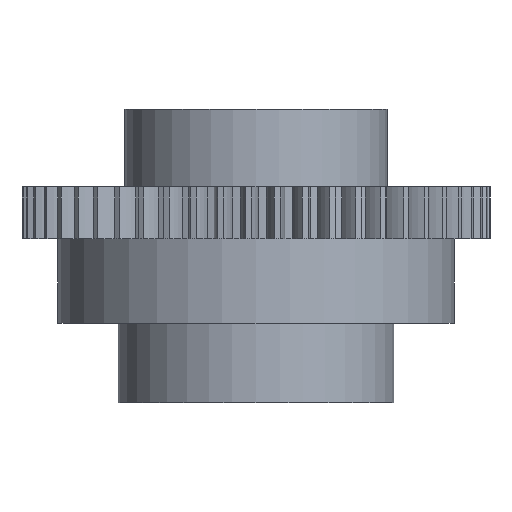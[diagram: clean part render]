
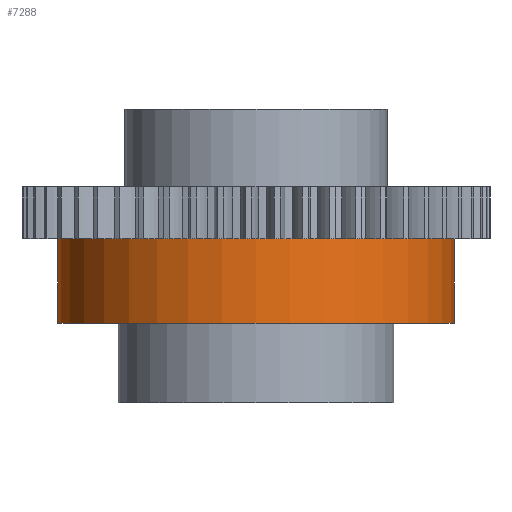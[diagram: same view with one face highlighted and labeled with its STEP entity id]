
A CAD part, front view. The second image highlights one B-rep face of the part: STEP entity #7288.
In plain terms, the highlighted cylindrical face has radius 0.238 mm (diameter 0.476 mm), a partial arc.
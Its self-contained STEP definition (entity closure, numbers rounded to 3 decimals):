
#7015=CARTESIAN_POINT('POINT429',(0.238,0.,
   -0.102));
#7016=VERTEX_POINT('VERTEX429',#7015);
#7017=CARTESIAN_POINT('POINT430',(-0.238,0.,
   -0.102));
#7018=VERTEX_POINT('VERTEX430',#7017);
#7019=CARTESIAN_POINT('POS800',(0.,0.,-0.102));
#7020=DIRECTION('DIR1385',(0.,0.,-1.));
#7021=DIRECTION('DIR1386',(1.,0.,0.));
#7022=AXIS2_PLACEMENT_3D('AXIS586',#7019,#7020,#7021);
#7023=CIRCLE('ELLIPSE423',#7022,0.238);
#7026=EDGE_CURVE('EDGE644',#7018,#7016,#7023,.F.);
#7036=CARTESIAN_POINT('POINT431',(-0.238,0.,0.));
#7037=VERTEX_POINT('VERTEX431',#7036);
#7038=CARTESIAN_POINT('POINT432',(0.238,0.,
   0.));
#7039=VERTEX_POINT('VERTEX432',#7038);
#7040=CARTESIAN_POINT('POS802',(0.,0.,0.));
#7041=DIRECTION('DIR1389',(0.,0.,-1.));
#7042=DIRECTION('DIR1390',(1.,0.,0.));
#7043=AXIS2_PLACEMENT_3D('AXIS588',#7040,#7041,#7042);
#7044=CIRCLE('ELLIPSE424',#7043,0.238);
#7047=EDGE_CURVE('EDGE646',#7039,#7037,#7044,.T.);
#7267=CARTESIAN_POINT('POS804',(-0.238,0.,
   0.));
#7268=DIRECTION('DIR1393',(0.,0.,-1.));
#7269=VECTOR('VEC215',#7268,1.);
#7270=LINE('STRAIGHT215',#7267,#7269);
#7271=EDGE_CURVE('EDGE647',#7037,#7018,#7270,.T.);
#7272=ORIENTED_EDGE('COEDGE1289',*,*,#7271,.T.);
#7273=ORIENTED_EDGE('COEDGE1290',*,*,#7026,.T.);
#7274=CARTESIAN_POINT('POS805',(0.238,0.,0.
   ));
#7275=DIRECTION('DIR1394',(0.,0.,1.));
#7276=VECTOR('VEC216',#7275,1.);
#7277=LINE('STRAIGHT216',#7274,#7276);
#7278=EDGE_CURVE('EDGE648',#7016,#7039,#7277,.T.);
#7279=ORIENTED_EDGE('COEDGE1291',*,*,#7278,.T.);
#7280=ORIENTED_EDGE('COEDGE1292',*,*,#7047,.T.);
#7281=EDGE_LOOP('NONE',(#7272,#7273,#7279,#7280));
#7282=FACE_BOUND('LOOP1',#7281,.T.);
#7283=CARTESIAN_POINT('POS806',(0.,0.,0.));
#7284=DIRECTION('DIR1395',(0.,0.,-1.));
#7285=DIRECTION('DIR1396',(-1.,0.,0.));
#7286=AXIS2_PLACEMENT_3D('AXIS590',#7283,#7284,#7285);
#7287=CYLINDRICAL_SURFACE('CONE_SURF161',#7286,0.238);
#7288=ADVANCED_FACE('FACE220',(#7282),#7287,.T.);
